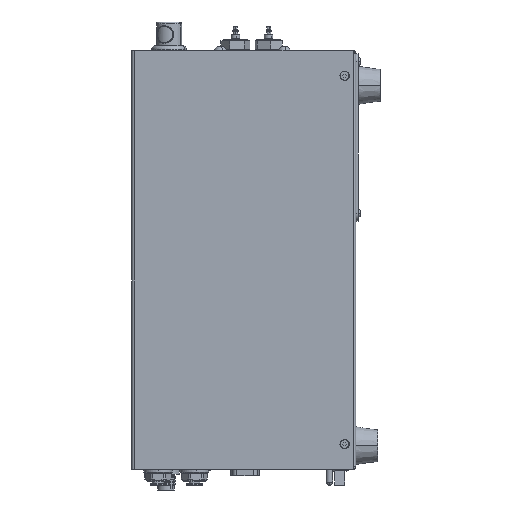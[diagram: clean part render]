
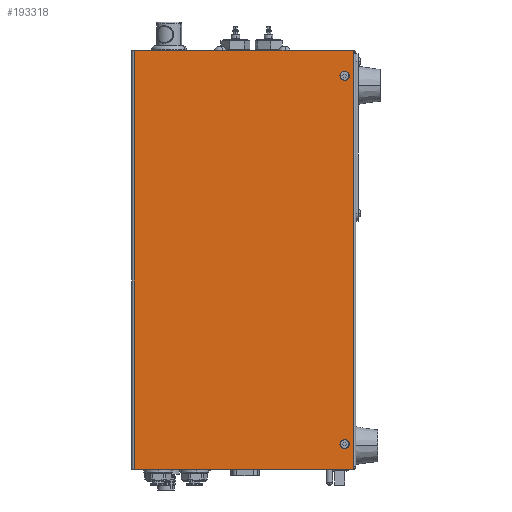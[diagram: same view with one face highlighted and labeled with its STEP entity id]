
A CAD part, left-side view. The second image highlights one B-rep face of the part: STEP entity #193318.
In plain terms, the highlighted planar face has unit normal (-1, 0, 0).
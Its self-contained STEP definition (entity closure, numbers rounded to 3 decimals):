
#4608 = EDGE_LOOP ( 'NONE', ( #118002, #119690, #122478, #170289 ) ) ;
#5738 = VERTEX_POINT ( 'NONE', #198700 ) ;
#6063 = EDGE_CURVE ( 'NONE', #138028, #93245, #127018, .T. ) ;
#6342 = EDGE_CURVE ( 'NONE', #188968, #205741, #150391, .T. ) ;
#9447 = DIRECTION ( 'NONE',  ( 0., -1., 0. ) ) ;
#9716 = VECTOR ( 'NONE', #51532, 1000. ) ;
#10067 = ORIENTED_EDGE ( 'NONE', *, *, #6342, .F. ) ;
#10737 = LINE ( 'NONE', #43793, #182469 ) ;
#13789 = CARTESIAN_POINT ( 'NONE',  ( -67.9, 0., 0. ) ) ;
#14495 = DIRECTION ( 'NONE',  ( 1., 0., 0. ) ) ;
#15887 = DIRECTION ( 'NONE',  ( 0., 0., 1. ) ) ;
#20312 = VERTEX_POINT ( 'NONE', #57283 ) ;
#22733 = DIRECTION ( 'NONE',  ( -1., 0., 0. ) ) ;
#30140 = EDGE_CURVE ( 'NONE', #20312, #5738, #120078, .T. ) ;
#31053 = DIRECTION ( 'NONE',  ( -1., 0., 0. ) ) ;
#31644 = VECTOR ( 'NONE', #212032, 1000. ) ;
#35613 = EDGE_CURVE ( 'NONE', #205741, #188968, #161465, .T. ) ;
#43793 = CARTESIAN_POINT ( 'NONE',  ( -67.9, 140., -152.5 ) ) ;
#48577 = ORIENTED_EDGE ( 'NONE', *, *, #120312, .F. ) ;
#50392 = VERTEX_POINT ( 'NONE', #113523 ) ;
#51532 = DIRECTION ( 'NONE',  ( 0., 0., -1. ) ) ;
#51590 = DIRECTION ( 'NONE',  ( -1., 0., 0. ) ) ;
#55205 = EDGE_CURVE ( 'NONE', #212296, #50392, #135404, .T. ) ;
#57283 = CARTESIAN_POINT ( 'NONE',  ( -67.9, 1.5, -152.5 ) ) ;
#57417 = EDGE_LOOP ( 'NONE', ( #105934, #10067 ) ) ;
#65067 = FACE_BOUND ( 'NONE', #75009, .T. ) ;
#68277 = CARTESIAN_POINT ( 'NONE',  ( -67.9, 1.5, 112.5 ) ) ;
#75009 = EDGE_LOOP ( 'NONE', ( #48577, #154849 ) ) ;
#82772 = VECTOR ( 'NONE', #9447, 1000. ) ;
#92905 = LINE ( 'NONE', #68277, #9716 ) ;
#93245 = VERTEX_POINT ( 'NONE', #209452 ) ;
#99801 = CARTESIAN_POINT ( 'NONE',  ( -67.9, 140., 112.5 ) ) ;
#105934 = ORIENTED_EDGE ( 'NONE', *, *, #35613, .F. ) ;
#110692 = DIRECTION ( 'NONE',  ( 0., 0., -1. ) ) ;
#113523 = CARTESIAN_POINT ( 'NONE',  ( -67.9, 7., -133.75 ) ) ;
#113579 = AXIS2_PLACEMENT_3D ( 'NONE', #130650, #31053, #147361 ) ;
#113806 = AXIS2_PLACEMENT_3D ( 'NONE', #13789, #14495, #130766 ) ;
#115427 = DIRECTION ( 'NONE',  ( -1., 0., 0. ) ) ;
#118002 = ORIENTED_EDGE ( 'NONE', *, *, #6063, .F. ) ;
#119303 = EDGE_CURVE ( 'NONE', #138028, #5738, #10737, .T. ) ;
#119690 = ORIENTED_EDGE ( 'NONE', *, *, #119303, .T. ) ;
#120078 = LINE ( 'NONE', #195310, #31644 ) ;
#120312 = EDGE_CURVE ( 'NONE', #50392, #212296, #197721, .T. ) ;
#122325 = CARTESIAN_POINT ( 'NONE',  ( -67.9, 7., -136.5 ) ) ;
#122478 = ORIENTED_EDGE ( 'NONE', *, *, #30140, .F. ) ;
#127018 = LINE ( 'NONE', #139600, #82772 ) ;
#130057 = PLANE ( 'NONE',  #113806 ) ;
#130650 = CARTESIAN_POINT ( 'NONE',  ( -67.9, 7., -136.5 ) ) ;
#130766 = DIRECTION ( 'NONE',  ( 0., 0., -1. ) ) ;
#135404 = CIRCLE ( 'NONE', #113579, 2.75 ) ;
#138028 = VERTEX_POINT ( 'NONE', #99801 ) ;
#139056 = DIRECTION ( 'NONE',  ( 0., 0., 1. ) ) ;
#139600 = CARTESIAN_POINT ( 'NONE',  ( -67.9, 141.6, 112.5 ) ) ;
#140921 = CARTESIAN_POINT ( 'NONE',  ( -67.9, 7., 93.75 ) ) ;
#142561 = AXIS2_PLACEMENT_3D ( 'NONE', #122325, #22733, #139056 ) ;
#147361 = DIRECTION ( 'NONE',  ( 0., 0., 1. ) ) ;
#150391 = CIRCLE ( 'NONE', #165603, 2.75 ) ;
#151188 = CARTESIAN_POINT ( 'NONE',  ( -67.9, 7., 96.5 ) ) ;
#153467 = FACE_OUTER_BOUND ( 'NONE', #4608, .T. ) ;
#154030 = EDGE_CURVE ( 'NONE', #93245, #20312, #92905, .T. ) ;
#154849 = ORIENTED_EDGE ( 'NONE', *, *, #55205, .F. ) ;
#155501 = CARTESIAN_POINT ( 'NONE',  ( -67.9, 7., 99.25 ) ) ;
#160429 = CARTESIAN_POINT ( 'NONE',  ( -67.9, 7., -139.25 ) ) ;
#161465 = CIRCLE ( 'NONE', #191367, 2.75 ) ;
#165603 = AXIS2_PLACEMENT_3D ( 'NONE', #215202, #115427, #15887 ) ;
#167907 = DIRECTION ( 'NONE',  ( 0., 0., 1. ) ) ;
#170289 = ORIENTED_EDGE ( 'NONE', *, *, #154030, .F. ) ;
#182469 = VECTOR ( 'NONE', #110692, 1000. ) ;
#188968 = VERTEX_POINT ( 'NONE', #140921 ) ;
#191367 = AXIS2_PLACEMENT_3D ( 'NONE', #151188, #51590, #167907 ) ;
#193318 = ADVANCED_FACE ( 'NONE', ( #65067, #197835, #153467 ), #130057, .F. ) ;
#195310 = CARTESIAN_POINT ( 'NONE',  ( -67.9, 1.5, -152.5 ) ) ;
#197721 = CIRCLE ( 'NONE', #142561, 2.75 ) ;
#197835 = FACE_BOUND ( 'NONE', #57417, .T. ) ;
#198700 = CARTESIAN_POINT ( 'NONE',  ( -67.9, 140., -152.5 ) ) ;
#205741 = VERTEX_POINT ( 'NONE', #155501 ) ;
#209452 = CARTESIAN_POINT ( 'NONE',  ( -67.9, 1.5, 112.5 ) ) ;
#212032 = DIRECTION ( 'NONE',  ( 0., 1., 0. ) ) ;
#212296 = VERTEX_POINT ( 'NONE', #160429 ) ;
#215202 = CARTESIAN_POINT ( 'NONE',  ( -67.9, 7., 96.5 ) ) ;
